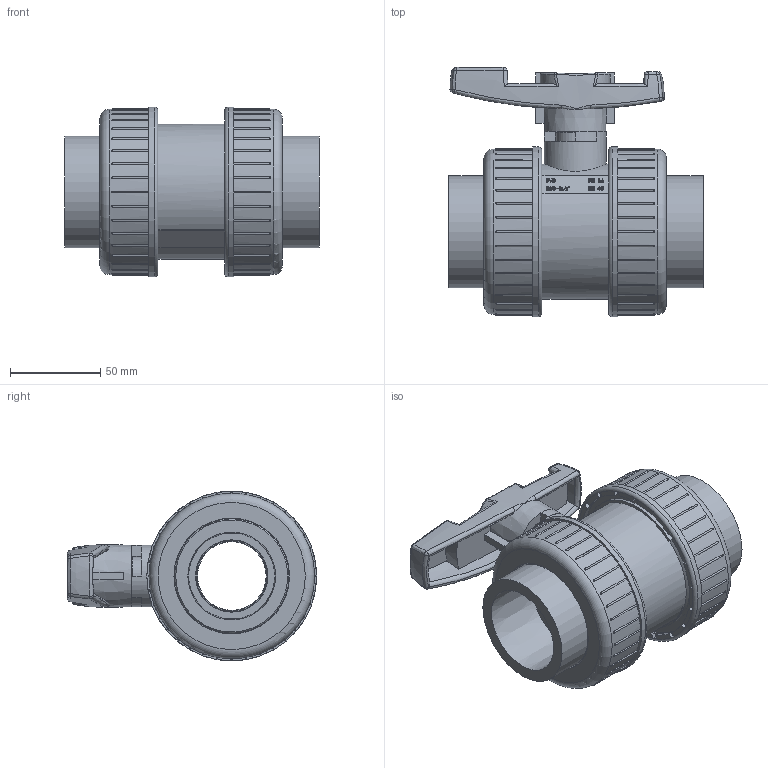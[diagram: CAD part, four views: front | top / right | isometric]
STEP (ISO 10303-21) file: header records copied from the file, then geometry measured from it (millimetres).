
FILE_DESCRIPTION(/* description */ (''),/* implementation_level */ '2;1');
FILE_NAME(/* name */ '50双由令球阀(黑）.stp',/* time_stamp */ '2024-11-09T09:37:07+08:00',/* author */ (''),/* organization */ (''),/* preprocessor_version */ 'ST-DEVELOPER v16',/* originating_system */ 'SIEMENS PLM Software NX 10.0',/* authorisation */ '');
FILE_SCHEMA (('AUTOMOTIVE_DESIGN { 1 0 10303 214 3 1 1 1 }'));
Length unit declared in the file: millimetre
Products named in the file (1): gelv0FF88864nq4z
Bounding box: 140.9 x 138 x 94 mm (x, y, z)
Volume: 521396.8 mm3; surface area: 202013.5 mm2
Topology: 16 solids, 16 shells, 1058 faces, 2943 edges, 1902 vertices
Faces by surface type: plane 526, cylinder 203, extrusion 115, sphere 85, bspline 64, torus 56, cone 9
Full cylindrical faces by diameter (mm): 2.295 x1, 3.06 x1, 17 x4, 21 x3, 22 x1, 23 x2, 25 x1, 34.136 x1, 38 x1, 39 x2, 40 x4, 45.2 x3, 46 x1, 47 x3, 50.6 x3, 51 x1, 55.5 x1, 56.14 x3, 59.4 x3, 61.5 x1, 62 x2, 63.4 x2, 64 x2, 65 x1, 66 x2, 66.4 x1, 72.4 x2, 85 x2, 91.5 x2, 94 x2
Entity records: 45355 total; most frequent: CARTESIAN_POINT 20497, ORIENTED_EDGE 5298, DIRECTION 4608, EDGE_CURVE 2649, VERTEX_POINT 1791, AXIS2_PLACEMENT_3D 1616, VECTOR 1376, LINE 1261
